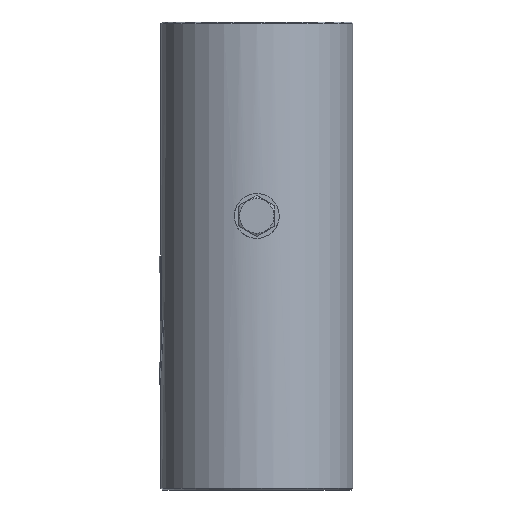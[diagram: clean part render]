
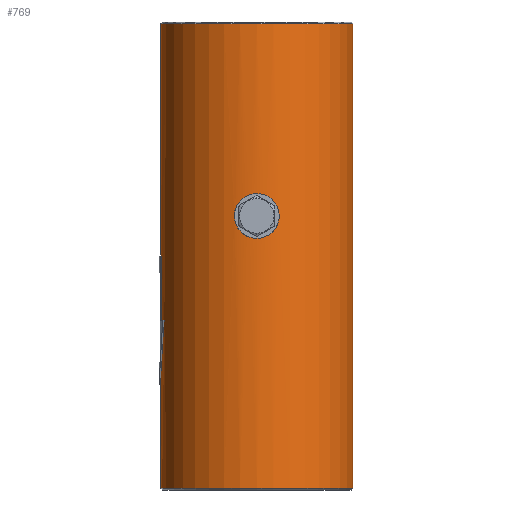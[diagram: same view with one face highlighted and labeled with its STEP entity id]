
A CAD part, left-side view. The second image highlights one B-rep face of the part: STEP entity #769.
In plain terms, the highlighted cylindrical face has radius 30 mm (diameter 60 mm), a partial arc.
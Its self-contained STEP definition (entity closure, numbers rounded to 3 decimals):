
#163=CARTESIAN_POINT('',(0.,30.,-113.));
#189=CARTESIAN_POINT('',(-30.,0.,-67.5));
#190=CARTESIAN_POINT('',(-30.,0.464,-67.5));
#191=CARTESIAN_POINT('',(-29.979,1.373,-67.41));
#192=CARTESIAN_POINT('',(-29.887,2.7,-67.007));
#193=CARTESIAN_POINT('',(-29.751,3.914,-66.357));
#194=CARTESIAN_POINT('',(-29.589,4.979,-65.484));
#195=CARTESIAN_POINT('',(-29.427,5.853,-64.421));
#196=CARTESIAN_POINT('',(-29.288,6.505,-63.205));
#197=CARTESIAN_POINT('',(-29.194,6.909,-61.88));
#198=CARTESIAN_POINT('',(-29.161,7.046,-60.499));
#199=CARTESIAN_POINT('',(-29.194,6.909,-59.118));
#200=CARTESIAN_POINT('',(-29.288,6.504,-57.792));
#201=CARTESIAN_POINT('',(-29.427,5.851,-56.576));
#202=CARTESIAN_POINT('',(-29.59,4.976,-55.513));
#203=CARTESIAN_POINT('',(-29.751,3.911,-54.641));
#204=CARTESIAN_POINT('',(-29.888,2.698,-53.992));
#205=CARTESIAN_POINT('',(-29.979,1.371,-53.59));
#206=CARTESIAN_POINT('',(-30.,0.463,-53.5));
#207=CARTESIAN_POINT('',(-30.,0.,-53.5));
#209=CARTESIAN_POINT('',(-30.,0.,-53.5));
#210=CARTESIAN_POINT('',(-30.,-0.464,-53.5));
#211=CARTESIAN_POINT('',(-29.979,-1.373,
-53.59));
#212=CARTESIAN_POINT('',(-29.887,-2.7,
-53.993));
#213=CARTESIAN_POINT('',(-29.751,-3.914,
-54.643));
#214=CARTESIAN_POINT('',(-29.589,-4.979,
-55.516));
#215=CARTESIAN_POINT('',(-29.427,-5.853,
-56.579));
#216=CARTESIAN_POINT('',(-29.288,-6.505,
-57.795));
#217=CARTESIAN_POINT('',(-29.194,-6.909,
-59.12));
#218=CARTESIAN_POINT('',(-29.161,-7.046,
-60.501));
#219=CARTESIAN_POINT('',(-29.194,-6.909,
-61.882));
#220=CARTESIAN_POINT('',(-29.288,-6.504,
-63.208));
#221=CARTESIAN_POINT('',(-29.427,-5.851,
-64.424));
#222=CARTESIAN_POINT('',(-29.59,-4.976,
-65.487));
#223=CARTESIAN_POINT('',(-29.751,-3.911,
-66.359));
#224=CARTESIAN_POINT('',(-29.888,-2.698,
-67.008));
#225=CARTESIAN_POINT('',(-29.979,-1.371,
-67.41));
#226=CARTESIAN_POINT('',(-30.,-0.463,-67.5));
#227=CARTESIAN_POINT('',(-30.,0.,-67.5));
#229=CARTESIAN_POINT('',(0.,0.,-0.5));
#230=DIRECTION('',(0.,0.,1.));
#231=DIRECTION('',(0.,1.,0.));
#232=AXIS2_PLACEMENT_3D('',#229,#230,#231);
#234=DIRECTION('',(0.,0.,1.));
#235=VECTOR('',#234,145.);
#236=CARTESIAN_POINT('',(0.,-30.,
-145.5));
#237=LINE('',#236,#235);
#238=CARTESIAN_POINT('',(0.,0.,-145.5));
#239=DIRECTION('',(0.,0.,1.));
#240=DIRECTION('',(0.,1.,0.));
#241=AXIS2_PLACEMENT_3D('',#238,#239,#240);
#243=DIRECTION('',(0.,0.,1.));
#244=VECTOR('',#243,32.5);
#245=CARTESIAN_POINT('',(0.,30.,
-145.5));
#246=LINE('',#245,#244);
#247=CARTESIAN_POINT('',(-8.284,28.834,-93.));
#248=CARTESIAN_POINT('',(-5.531,29.624,-99.646));
#249=CARTESIAN_POINT('',(-2.77,30.,-106.314));
#250=CARTESIAN_POINT('',(0.,30.,-113.));
#252=CARTESIAN_POINT('',(0.,0.,-93.));
#253=DIRECTION('',(0.,0.,-1.));
#254=DIRECTION('',(-0.276,0.961,0.));
#255=AXIS2_PLACEMENT_3D('',#252,#253,#254);
#257=DIRECTION('',(0.,0.,-1.));
#258=VECTOR('',#257,20.);
#259=CARTESIAN_POINT('',(-5.,29.58,-73.));
#260=LINE('',#259,#258);
#261=CARTESIAN_POINT('',(0.,0.,-73.));
#262=DIRECTION('',(0.,0.,-1.));
#263=DIRECTION('',(-0.167,0.986,0.));
#264=AXIS2_PLACEMENT_3D('',#261,#262,#263);
#266=DIRECTION('',(0.,0.,1.));
#267=VECTOR('',#266,72.5);
#268=CARTESIAN_POINT('',(0.,30.,-73.));
#269=LINE('',#268,#267);
#471=VERTEX_POINT('',#189);
#472=VERTEX_POINT('',#207);
#473=VERTEX_POINT('',#163);
#479=CARTESIAN_POINT('',(0.,30.,-73.));
#480=VERTEX_POINT('',#479);
#481=CARTESIAN_POINT('',(-5.,29.58,-73.));
#482=VERTEX_POINT('',#481);
#494=CARTESIAN_POINT('',(-5.,29.58,-93.));
#495=VERTEX_POINT('',#494);
#496=VERTEX_POINT('',#247);
#517=CARTESIAN_POINT('',(0.,-30.,-0.5));
#518=CARTESIAN_POINT('',(0.,30.,-0.5));
#519=VERTEX_POINT('',#517);
#520=VERTEX_POINT('',#518);
#521=CARTESIAN_POINT('',(0.,-30.,-145.5));
#522=CARTESIAN_POINT('',(0.,30.,-145.5));
#523=VERTEX_POINT('',#521);
#524=VERTEX_POINT('',#522);
#742=CARTESIAN_POINT('',(0.,0.,7.3));
#743=DIRECTION('',(0.,0.,-1.));
#744=DIRECTION('',(0.,-1.,0.));
#745=AXIS2_PLACEMENT_3D('',#742,#743,#744);
#746=CYLINDRICAL_SURFACE('',#745,30.);
#747=ORIENTED_EDGE('',*,*,#736,.T.);
#748=ORIENTED_EDGE('',*,*,#693,.F.);
#750=ORIENTED_EDGE('',*,*,#749,.F.);
#751=ORIENTED_EDGE('',*,*,#689,.T.);
#753=ORIENTED_EDGE('',*,*,#752,.F.);
#755=ORIENTED_EDGE('',*,*,#754,.T.);
#757=ORIENTED_EDGE('',*,*,#756,.F.);
#759=ORIENTED_EDGE('',*,*,#758,.T.);
#760=ORIENTED_EDGE('',*,*,#679,.T.);
#761=EDGE_LOOP('',(#747,#748,#750,#751,#753,#755,#757,#759,#760));
#762=FACE_OUTER_BOUND('',#761,.F.);
#764=ORIENTED_EDGE('',*,*,#763,.F.);
#766=ORIENTED_EDGE('',*,*,#765,.F.);
#767=EDGE_LOOP('',(#764,#766));
#768=FACE_BOUND('',#767,.F.);
#769=ADVANCED_FACE('',(#762,#768),#746,.T.);
#208=B_SPLINE_CURVE_WITH_KNOTS('',3,(#189,#190,#191,#192,#193,#194,#195,#196,
#197,#198,#199,#200,#201,#202,#203,#204,#205,#206,#207),.UNSPECIFIED.,.F.,.F.,
(4,1,1,1,1,1,1,1,1,1,1,1,1,1,1,1,4),(0.,0.063,0.125,0.188,0.25,
0.313,0.375,0.438,0.5,0.563,0.625,0.688,0.75,0.813,
0.875,0.938,1.),.UNSPECIFIED.);
#228=B_SPLINE_CURVE_WITH_KNOTS('',3,(#209,#210,#211,#212,#213,#214,#215,#216,
#217,#218,#219,#220,#221,#222,#223,#224,#225,#226,#227),.UNSPECIFIED.,.F.,.F.,
(4,1,1,1,1,1,1,1,1,1,1,1,1,1,1,1,4),(0.,0.063,0.125,0.188,0.25,
0.313,0.375,0.438,0.5,0.563,0.625,0.688,0.75,0.813,
0.875,0.938,1.),.UNSPECIFIED.);
#233=CIRCLE('',#232,30.);
#242=CIRCLE('',#241,30.);
#251=B_SPLINE_CURVE_WITH_KNOTS('',3,(#247,#248,#249,#250),.UNSPECIFIED.,.F.,.F.,
(4,4),(0.,1.),.UNSPECIFIED.);
#256=CIRCLE('',#255,30.);
#265=CIRCLE('',#264,30.);
#679=EDGE_CURVE('',#480,#520,#269,.T.);
#689=EDGE_CURVE('',#524,#473,#246,.T.);
#693=EDGE_CURVE('',#523,#519,#237,.T.);
#736=EDGE_CURVE('',#520,#519,#233,.T.);
#749=EDGE_CURVE('',#524,#523,#242,.T.);
#752=EDGE_CURVE('',#496,#473,#251,.T.);
#754=EDGE_CURVE('',#496,#495,#256,.T.);
#756=EDGE_CURVE('',#482,#495,#260,.T.);
#758=EDGE_CURVE('',#482,#480,#265,.T.);
#763=EDGE_CURVE('',#471,#472,#208,.T.);
#765=EDGE_CURVE('',#472,#471,#228,.T.);
